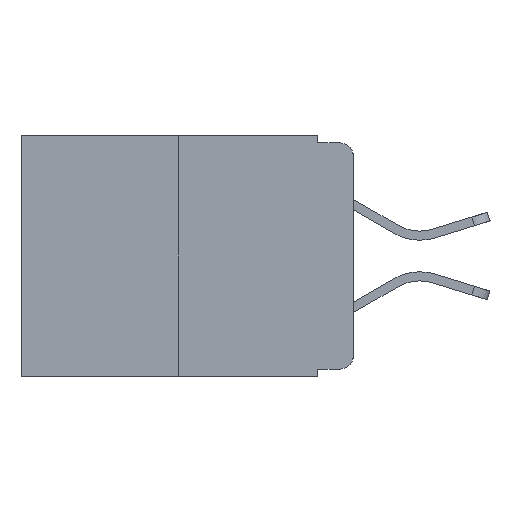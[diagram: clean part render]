
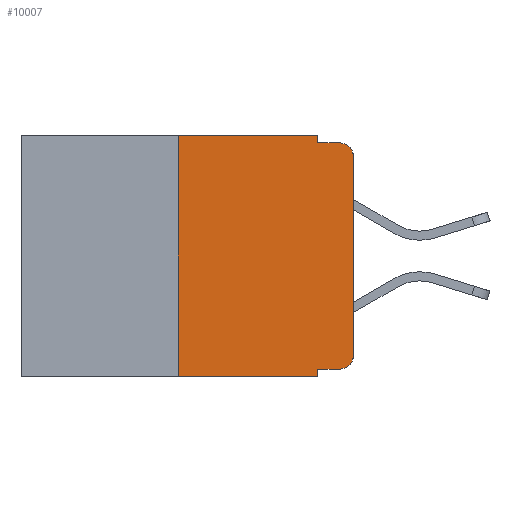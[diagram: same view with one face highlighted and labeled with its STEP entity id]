
A CAD part, left-side view. The second image highlights one B-rep face of the part: STEP entity #10007.
In plain terms, the highlighted planar face has unit normal (-1, 0, 0).
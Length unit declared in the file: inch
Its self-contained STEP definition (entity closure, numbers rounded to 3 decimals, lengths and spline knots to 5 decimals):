
#646 = CARTESIAN_POINT ( 'NONE',  ( 0., 0.051, -0.333 ) ) ;
#851 = ORIENTED_EDGE ( 'NONE', *, *, #3556, .T. ) ;
#1208 = DIRECTION ( 'NONE',  ( 0., -1., 0. ) ) ;
#1819 = EDGE_CURVE ( 'NONE', #5237, #7596, #13731, .T. ) ;
#1975 = CARTESIAN_POINT ( 'NONE',  ( 0., 0.25, -0.343 ) ) ;
#2301 = DIRECTION ( 'NONE',  ( 1., 0., 0. ) ) ;
#2322 = LINE ( 'NONE', #7878, #11964 ) ;
#2544 = ORIENTED_EDGE ( 'NONE', *, *, #11746, .F. ) ;
#2598 = VERTEX_POINT ( 'NONE', #14257 ) ;
#2776 = DIRECTION ( 'NONE',  ( -1., 0., 0. ) ) ;
#3221 = VECTOR ( 'NONE', #9004, 39.37008 ) ;
#3454 = DIRECTION ( 'NONE',  ( -1., 0., 0. ) ) ;
#3556 = EDGE_CURVE ( 'NONE', #5725, #7456, #8945, .T. ) ;
#4544 = VECTOR ( 'NONE', #9114, 39.37008 ) ;
#4647 = CARTESIAN_POINT ( 'NONE',  ( 0., 0.473, -0.343 ) ) ;
#4863 = VERTEX_POINT ( 'NONE', #14034 ) ;
#5016 = DIRECTION ( 'NONE',  ( 0., 0., -1. ) ) ;
#5166 = CARTESIAN_POINT ( 'NONE',  ( 0., 0.25, 0. ) ) ;
#5237 = VERTEX_POINT ( 'NONE', #7233 ) ;
#5424 = VECTOR ( 'NONE', #11517, 39.37008 ) ;
#5438 = EDGE_CURVE ( 'NONE', #5237, #9188, #8061, .T. ) ;
#5725 = VERTEX_POINT ( 'NONE', #15746 ) ;
#5888 = EDGE_LOOP ( 'NONE', ( #851, #7982, #15476, #2544, #7360, #14118, #11557, #8593, #9809, #13166 ) ) ;
#6011 = CARTESIAN_POINT ( 'NONE',  ( 0., 0.051, -0.343 ) ) ;
#6134 = VERTEX_POINT ( 'NONE', #1975 ) ;
#6388 = CARTESIAN_POINT ( 'NONE',  ( 0., 0., 0. ) ) ;
#7233 = CARTESIAN_POINT ( 'NONE',  ( 0., 0.051, -0.333 ) ) ;
#7360 = ORIENTED_EDGE ( 'NONE', *, *, #13112, .F. ) ;
#7456 = VERTEX_POINT ( 'NONE', #13851 ) ;
#7528 = LINE ( 'NONE', #11377, #10548 ) ;
#7596 = VERTEX_POINT ( 'NONE', #9067 ) ;
#7696 = CARTESIAN_POINT ( 'NONE',  ( 0., 0.051, 0. ) ) ;
#7878 = CARTESIAN_POINT ( 'NONE',  ( 0., 0.473, 0. ) ) ;
#7982 = ORIENTED_EDGE ( 'NONE', *, *, #15913, .T. ) ;
#8061 = LINE ( 'NONE', #12782, #14770 ) ;
#8112 = EDGE_CURVE ( 'NONE', #6134, #9210, #15200, .T. ) ;
#8593 = ORIENTED_EDGE ( 'NONE', *, *, #5438, .F. ) ;
#8649 = DIRECTION ( 'NONE',  ( 0., -1., 0. ) ) ;
#8937 = PLANE ( 'NONE',  #13530 ) ;
#8945 = LINE ( 'NONE', #6388, #5424 ) ;
#9004 = DIRECTION ( 'NONE',  ( 0., 0., -1. ) ) ;
#9067 = CARTESIAN_POINT ( 'NONE',  ( 0., 0.02, -0.333 ) ) ;
#9114 = DIRECTION ( 'NONE',  ( 0., 0., 1. ) ) ;
#9188 = VERTEX_POINT ( 'NONE', #6011 ) ;
#9210 = VERTEX_POINT ( 'NONE', #13697 ) ;
#9809 = ORIENTED_EDGE ( 'NONE', *, *, #1819, .T. ) ;
#9905 = DIRECTION ( 'NONE',  ( 0., -1., 0. ) ) ;
#10007 = ADVANCED_FACE ( 'NONE', ( #16533 ), #8937, .F. ) ;
#10049 = VECTOR ( 'NONE', #9905, 39.37008 ) ;
#10205 = DIRECTION ( 'NONE',  ( 0., -1., 0. ) ) ;
#10364 = CARTESIAN_POINT ( 'NONE',  ( 0., 0.051, 0. ) ) ;
#10401 = VECTOR ( 'NONE', #8649, 39.37008 ) ;
#10548 = VECTOR ( 'NONE', #10205, 39.37008 ) ;
#10653 = CARTESIAN_POINT ( 'NONE',  ( 0., 0.02, -0.03 ) ) ;
#10978 = EDGE_CURVE ( 'NONE', #7596, #5725, #14946, .T. ) ;
#11270 = CARTESIAN_POINT ( 'NONE',  ( 0., 0.02, -0.313 ) ) ;
#11376 = AXIS2_PLACEMENT_3D ( 'NONE', #10653, #2776, #11933 ) ;
#11377 = CARTESIAN_POINT ( 'NONE',  ( 0., 0.051, -0.01 ) ) ;
#11462 = DIRECTION ( 'NONE',  ( 0., 0., -1. ) ) ;
#11517 = DIRECTION ( 'NONE',  ( 0., 0., 1. ) ) ;
#11557 = ORIENTED_EDGE ( 'NONE', *, *, #11564, .T. ) ;
#11564 = EDGE_CURVE ( 'NONE', #6134, #9188, #16676, .T. ) ;
#11746 = EDGE_CURVE ( 'NONE', #16787, #4863, #13567, .T. ) ;
#11933 = DIRECTION ( 'NONE',  ( 0., 0., -1. ) ) ;
#11964 = VECTOR ( 'NONE', #1208, 39.37008 ) ;
#12298 = AXIS2_PLACEMENT_3D ( 'NONE', #11270, #3454, #12574 ) ;
#12574 = DIRECTION ( 'NONE',  ( 0., 0., -1. ) ) ;
#12782 = CARTESIAN_POINT ( 'NONE',  ( 0., 0.051, 0. ) ) ;
#13112 = EDGE_CURVE ( 'NONE', #9210, #16787, #2322, .T. ) ;
#13166 = ORIENTED_EDGE ( 'NONE', *, *, #10978, .T. ) ;
#13530 = AXIS2_PLACEMENT_3D ( 'NONE', #16381, #2301, #11462 ) ;
#13567 = LINE ( 'NONE', #7696, #3221 ) ;
#13697 = CARTESIAN_POINT ( 'NONE',  ( 0., 0.25, 0. ) ) ;
#13731 = LINE ( 'NONE', #646, #10401 ) ;
#13845 = CIRCLE ( 'NONE', #11376, 0.02 ) ;
#13851 = CARTESIAN_POINT ( 'NONE',  ( 0., 0., -0.03 ) ) ;
#14034 = CARTESIAN_POINT ( 'NONE',  ( 0., 0.051, -0.01 ) ) ;
#14118 = ORIENTED_EDGE ( 'NONE', *, *, #8112, .F. ) ;
#14257 = CARTESIAN_POINT ( 'NONE',  ( 0., 0.02, -0.01 ) ) ;
#14770 = VECTOR ( 'NONE', #5016, 39.37008 ) ;
#14946 = CIRCLE ( 'NONE', #12298, 0.02 ) ;
#15090 = EDGE_CURVE ( 'NONE', #4863, #2598, #7528, .T. ) ;
#15200 = LINE ( 'NONE', #5166, #4544 ) ;
#15476 = ORIENTED_EDGE ( 'NONE', *, *, #15090, .F. ) ;
#15746 = CARTESIAN_POINT ( 'NONE',  ( 0., 0., -0.313 ) ) ;
#15913 = EDGE_CURVE ( 'NONE', #7456, #2598, #13845, .T. ) ;
#16381 = CARTESIAN_POINT ( 'NONE',  ( 0., 0.473, 0. ) ) ;
#16533 = FACE_OUTER_BOUND ( 'NONE', #5888, .T. ) ;
#16676 = LINE ( 'NONE', #4647, #10049 ) ;
#16787 = VERTEX_POINT ( 'NONE', #10364 ) ;
